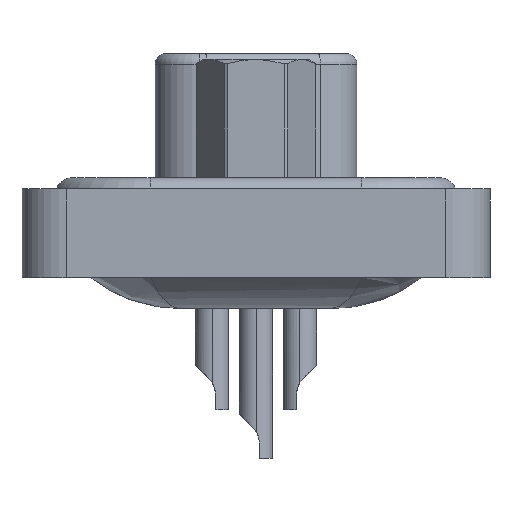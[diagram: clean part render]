
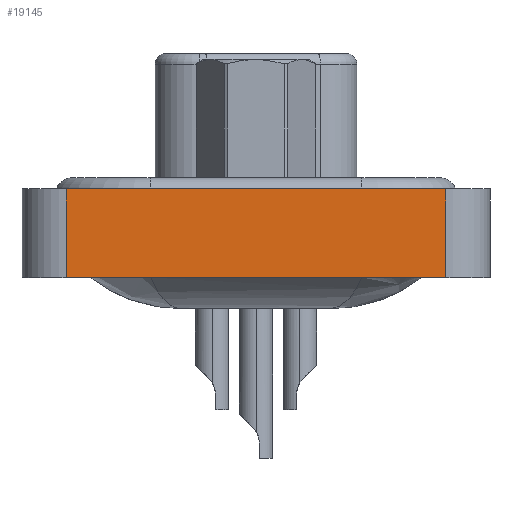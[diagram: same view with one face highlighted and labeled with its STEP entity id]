
A CAD part, left-side view. The second image highlights one B-rep face of the part: STEP entity #19145.
In plain terms, the highlighted planar face has unit normal (-1, 0, 0).
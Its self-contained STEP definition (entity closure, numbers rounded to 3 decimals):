
#2282 = ORIENTED_EDGE ( 'NONE', *, *, #22274, .T. ) ;
#3277 = EDGE_CURVE ( 'NONE', #21668, #15863, #12704, .T. ) ;
#4407 = LINE ( 'NONE', #24513, #26840 ) ;
#5231 = DIRECTION ( 'NONE',  ( 0., -1., 0. ) ) ;
#6667 = CARTESIAN_POINT ( 'NONE',  ( -7.285, 8.55, 0.4 ) ) ;
#7679 = EDGE_CURVE ( 'NONE', #21668, #14159, #4407, .T. ) ;
#7809 = LINE ( 'NONE', #21386, #13552 ) ;
#8256 = DIRECTION ( 'NONE',  ( -1., 0., 0. ) ) ;
#8348 = DIRECTION ( 'NONE',  ( 0., 0., 1. ) ) ;
#8620 = AXIS2_PLACEMENT_3D ( 'NONE', #14686, #8256, #23485 ) ;
#9121 = EDGE_CURVE ( 'NONE', #14159, #17097, #11910, .T. ) ;
#10590 = CARTESIAN_POINT ( 'NONE',  ( -7.285, 8.55, -3.6 ) ) ;
#11905 = CARTESIAN_POINT ( 'NONE',  ( -7.285, -8.55, 0.4 ) ) ;
#11910 = LINE ( 'NONE', #18270, #16341 ) ;
#12014 = VECTOR ( 'NONE', #21462, 1000. ) ;
#12294 = ORIENTED_EDGE ( 'NONE', *, *, #3277, .T. ) ;
#12704 = LINE ( 'NONE', #28002, #12014 ) ;
#13552 = VECTOR ( 'NONE', #8348, 1000. ) ;
#14159 = VERTEX_POINT ( 'NONE', #6667 ) ;
#14686 = CARTESIAN_POINT ( 'NONE',  ( -7.285, -8.55, -3.6 ) ) ;
#15863 = VERTEX_POINT ( 'NONE', #18446 ) ;
#16341 = VECTOR ( 'NONE', #5231, 1000. ) ;
#17097 = VERTEX_POINT ( 'NONE', #11905 ) ;
#18270 = CARTESIAN_POINT ( 'NONE',  ( -7.285, -8.55, 0.4 ) ) ;
#18446 = CARTESIAN_POINT ( 'NONE',  ( -7.285, -8.55, -3.6 ) ) ;
#18821 = FACE_OUTER_BOUND ( 'NONE', #23644, .T. ) ;
#19145 = ADVANCED_FACE ( 'NONE', ( #18821 ), #21301, .T. ) ;
#21301 = PLANE ( 'NONE',  #8620 ) ;
#21386 = CARTESIAN_POINT ( 'NONE',  ( -7.285, -8.55, -3.6 ) ) ;
#21462 = DIRECTION ( 'NONE',  ( 0., -1., 0. ) ) ;
#21668 = VERTEX_POINT ( 'NONE', #10590 ) ;
#22274 = EDGE_CURVE ( 'NONE', #15863, #17097, #7809, .T. ) ;
#23485 = DIRECTION ( 'NONE',  ( 0., 0., 1. ) ) ;
#23644 = EDGE_LOOP ( 'NONE', ( #2282, #24784, #24271, #12294 ) ) ;
#24271 = ORIENTED_EDGE ( 'NONE', *, *, #7679, .F. ) ;
#24513 = CARTESIAN_POINT ( 'NONE',  ( -7.285, 8.55, -3.6 ) ) ;
#24784 = ORIENTED_EDGE ( 'NONE', *, *, #9121, .F. ) ;
#26712 = DIRECTION ( 'NONE',  ( 0., 0., 1. ) ) ;
#26840 = VECTOR ( 'NONE', #26712, 1000. ) ;
#28002 = CARTESIAN_POINT ( 'NONE',  ( -7.285, -8.55, -3.6 ) ) ;
